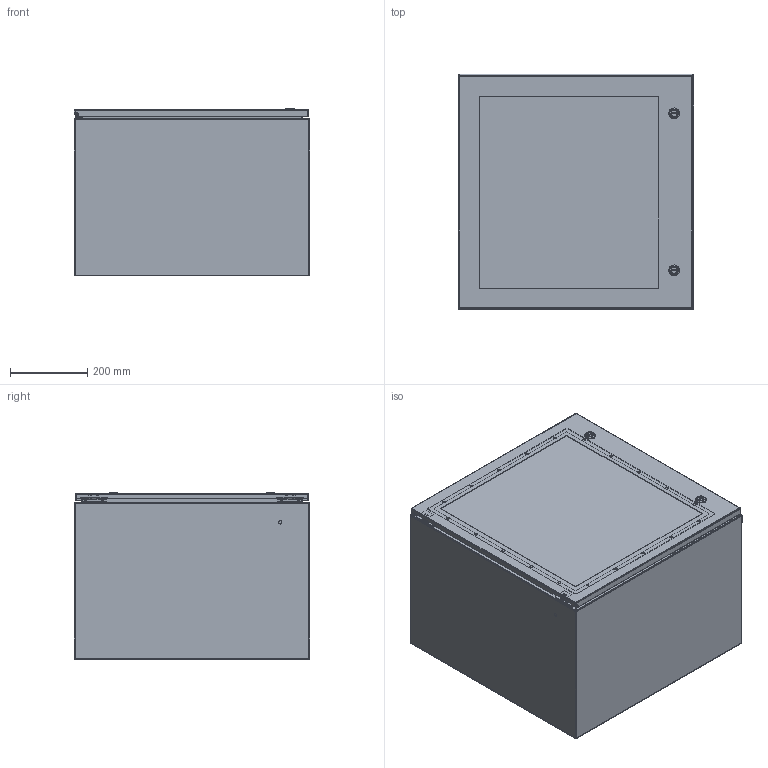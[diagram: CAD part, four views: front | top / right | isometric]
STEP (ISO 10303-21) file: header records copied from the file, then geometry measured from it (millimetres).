
FILE_DESCRIPTION((''),'2;1');
FILE_NAME('N412242416WC.iam.stp','2011-08-30T14:31:32',(''),(''),'Autodesk Inventor 2011','Autodesk Inventor 2011','');
FILE_SCHEMA(('AUTOMOTIVE_DESIGN { 1 0 10303 214 1 1 1 1 }'));
Length unit declared in the file: inch
Products named in the file (28): N412242416WC; N412242416WCBLR; N4122424WCLID; HFW328176; 17376 PIN; 17380 SCREW; 17723 BOX LEAF; 17723-UTI BRACKET; 17910 SEALING WASHER; HFW3161; 388150; 36823; 36824; 35378; HFW388206; 38821; 35124; 1000-u155_asm; 1000-14_prt; 1000-24_prt; 1000-u142_asm; 1000-318; 1000-03; 1000-277-01; HFW328175; N4122416WCTB; 349117; 38846
Assembly tree (76 placements, depth 4):
  N412242416WC
    N412242416WCBLR
    N4122424WCLID
    HFW328176  x2
      17376 PIN
      17380 SCREW
      17723 BOX LEAF
      17723-UTI BRACKET
      17910 SEALING WASHER
    HFW3161  x2
    388150  x4
    36823  x2
    36824  x2
    35378
    HFW388206  x19
    38821
    35124  x2
      1000-u155_asm
      1000-14_prt
      1000-24_prt
      1000-u142_asm
        1000-318
        1000-03
        1000-277-01
    HFW328175  x2
    N4122416WCTB  x2
    349117  x20
    38846
Bounding box: 609.6 x 609.6 x 433.7 mm (x, y, z)
Volume: 4780679.1 mm3; surface area: 3932254.4 mm2
Topology: 84 solids, 88 shells, 2520 faces, 5864 edges, 3551 vertices
Faces by surface type: plane 1003, cylinder 748, cone 501, bspline 166, torus 94, sphere 8
Full cylindrical faces by diameter (mm): 2.362 x4, 3.175 x2, 3.317 x68, 3.861 x4, 3.962 x22, 4.166 x68, 4.25 x4, 4.366 x4, 4.572 x4, 4.775 x6, 4.826 x20, 5 x2, 5.5 x2, 6.35 x10, 6.502 x4, 6.985 x4, 7.144 x20, 7.62 x4, 8.128 x4, 8.56 x20, 9.144 x4, 9.9 x2, 10 x2, 10.2 x2, 11.125 x4, 12.8 x2, 13.5 x2, 14.3 x4, 15.2 x2, 15.8 x2
Entity records: 35336 total; most frequent: CARTESIAN_POINT 12323, DIRECTION 4578, ORIENTED_EDGE 4249, EDGE_CURVE 2125, AXIS2_PLACEMENT_3D 1714, VERTEX_POINT 1384, EDGE_LOOP 1238, VECTOR 1150
